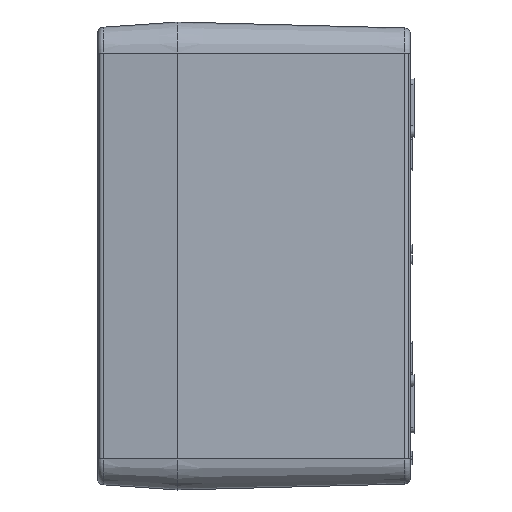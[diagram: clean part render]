
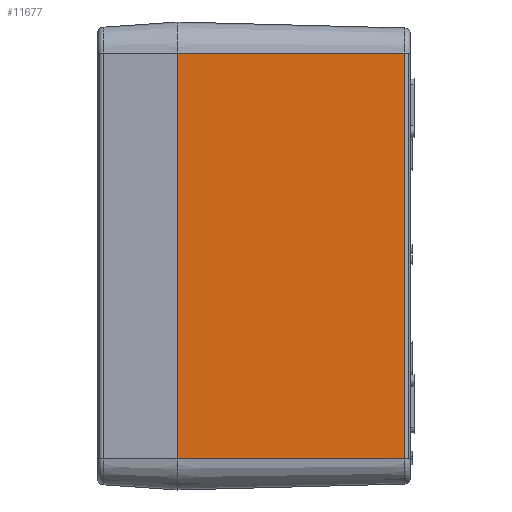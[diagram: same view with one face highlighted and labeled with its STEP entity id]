
A CAD part, left-side view. The second image highlights one B-rep face of the part: STEP entity #11677.
In plain terms, the highlighted face is planar.
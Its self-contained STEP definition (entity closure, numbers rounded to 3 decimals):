
#11379=CARTESIAN_POINT('',(-108.967,-52.25,-58.539));
#11380=VERTEX_POINT('',#11379);
#11537=CARTESIAN_POINT('',(-108.967,52.25,-58.539));
#11538=VERTEX_POINT('',#11537);
#11623=CARTESIAN_POINT('',(-110.5,52.25,0.));
#11624=VERTEX_POINT('',#11623);
#11625=CARTESIAN_POINT('',(-110.5,52.25,0.));
#11626=DIRECTION('',(0.026,0.,-1.));
#11627=VECTOR('',#11626,58.559);
#11628=LINE('',#11625,#11627);
#11629=EDGE_CURVE('',#11624,#11538,#11628,.T.);
#11649=CARTESIAN_POINT('',(-110.5,52.25,0.));
#11650=DIRECTION('',(-1.,0.,-0.026));
#11651=DIRECTION('',(0.,1.,0.));
#11652=AXIS2_PLACEMENT_3D('',#11649,#11650,#11651);
#11653=PLANE('',#11652);
#11654=CARTESIAN_POINT('',(-108.967,-52.25,-58.539));
#11655=DIRECTION('',(0.,1.,0.));
#11656=VECTOR('',#11655,104.5);
#11657=LINE('',#11654,#11656);
#11658=EDGE_CURVE('',#11380,#11538,#11657,.T.);
#11659=ORIENTED_EDGE('',*,*,#11658,.F.);
#11660=CARTESIAN_POINT('',(-110.5,-52.25,0.));
#11661=VERTEX_POINT('',#11660);
#11662=CARTESIAN_POINT('',(-110.5,-52.25,0.));
#11663=DIRECTION('',(0.026,0.,-1.));
#11664=VECTOR('',#11663,58.559);
#11665=LINE('',#11662,#11664);
#11666=EDGE_CURVE('',#11661,#11380,#11665,.T.);
#11667=ORIENTED_EDGE('',*,*,#11666,.F.);
#11668=CARTESIAN_POINT('',(-110.5,52.25,0.));
#11669=DIRECTION('',(0.,-1.,0.));
#11670=VECTOR('',#11669,104.5);
#11671=LINE('',#11668,#11670);
#11672=EDGE_CURVE('',#11624,#11661,#11671,.T.);
#11673=ORIENTED_EDGE('',*,*,#11672,.F.);
#11674=ORIENTED_EDGE('',*,*,#11629,.T.);
#11675=EDGE_LOOP('',(#11659,#11667,#11673,#11674));
#11676=FACE_BOUND('',#11675,.T.);
#11677=ADVANCED_FACE('',(#11676),#11653,.T.);
